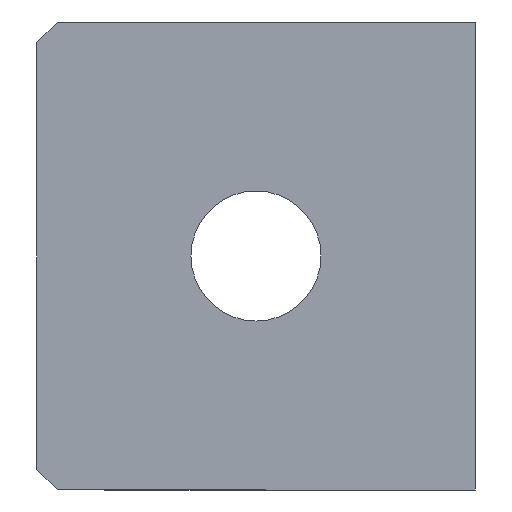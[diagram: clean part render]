
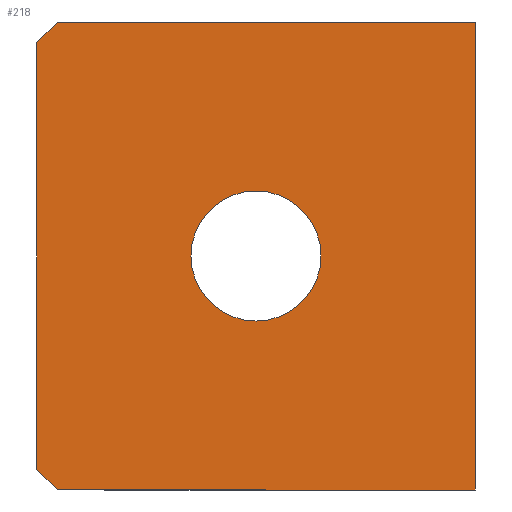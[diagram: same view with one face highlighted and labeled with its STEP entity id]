
A CAD part, front view. The second image highlights one B-rep face of the part: STEP entity #218.
In plain terms, the highlighted planar face has unit normal (0, -1, 0).
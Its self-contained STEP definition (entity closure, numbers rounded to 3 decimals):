
#13 = EDGE_CURVE ( 'NONE', #429, #813, #825, .T. ) ;
#61 = ORIENTED_EDGE ( 'NONE', *, *, #500, .T. ) ;
#66 = CARTESIAN_POINT ( 'NONE',  ( -19.1, 0., 22.5 ) ) ;
#72 = VECTOR ( 'NONE', #454, 1000. ) ;
#99 = DIRECTION ( 'NONE',  ( -1., 0., 0. ) ) ;
#107 = DIRECTION ( 'NONE',  ( -0.707, 0., -0.707 ) ) ;
#124 = ORIENTED_EDGE ( 'NONE', *, *, #662, .T. ) ;
#129 = CARTESIAN_POINT ( 'NONE',  ( 21.1, 0., -22.5 ) ) ;
#130 = VECTOR ( 'NONE', #107, 1000. ) ;
#133 = VERTEX_POINT ( 'NONE', #129 ) ;
#136 = PLANE ( 'NONE',  #915 ) ;
#139 = EDGE_CURVE ( 'NONE', #429, #322, #351, .T. ) ;
#148 = CIRCLE ( 'NONE', #809, 6.25 ) ;
#166 = LINE ( 'NONE', #735, #72 ) ;
#168 = VERTEX_POINT ( 'NONE', #436 ) ;
#176 = DIRECTION ( 'NONE',  ( 0.707, 0., -0.707 ) ) ;
#201 = DIRECTION ( 'NONE',  ( -1., 0., 0. ) ) ;
#208 = CARTESIAN_POINT ( 'NONE',  ( -19.1, 0., -22.5 ) ) ;
#213 = DIRECTION ( 'NONE',  ( -1., 0., 0. ) ) ;
#218 = ADVANCED_FACE ( 'NONE', ( #857, #360 ), #136, .F. ) ;
#225 = CARTESIAN_POINT ( 'NONE',  ( -21.1, 0., 20.5 ) ) ;
#294 = LINE ( 'NONE', #380, #682 ) ;
#300 = VECTOR ( 'NONE', #201, 1000. ) ;
#305 = ORIENTED_EDGE ( 'NONE', *, *, #13, .T. ) ;
#310 = DIRECTION ( 'NONE',  ( 1., 0., 0. ) ) ;
#315 = CARTESIAN_POINT ( 'NONE',  ( -21.1, 0., -20.5 ) ) ;
#319 = CARTESIAN_POINT ( 'NONE',  ( -19.1, 0., 22.5 ) ) ;
#320 = EDGE_CURVE ( 'NONE', #902, #168, #294, .T. ) ;
#322 = VERTEX_POINT ( 'NONE', #225 ) ;
#343 = CARTESIAN_POINT ( 'NONE',  ( 0., 0., 0. ) ) ;
#351 = LINE ( 'NONE', #923, #884 ) ;
#357 = EDGE_CURVE ( 'NONE', #168, #133, #166, .T. ) ;
#360 = FACE_OUTER_BOUND ( 'NONE', #518, .T. ) ;
#364 = LINE ( 'NONE', #692, #300 ) ;
#367 = VERTEX_POINT ( 'NONE', #592 ) ;
#380 = CARTESIAN_POINT ( 'NONE',  ( 21.1, 0., 22.5 ) ) ;
#416 = ORIENTED_EDGE ( 'NONE', *, *, #320, .F. ) ;
#427 = CARTESIAN_POINT ( 'NONE',  ( 0., 0., 0. ) ) ;
#429 = VERTEX_POINT ( 'NONE', #315 ) ;
#436 = CARTESIAN_POINT ( 'NONE',  ( 21.1, 0., 22.5 ) ) ;
#443 = EDGE_LOOP ( 'NONE', ( #124, #762 ) ) ;
#454 = DIRECTION ( 'NONE',  ( 0., 0., -1. ) ) ;
#471 = DIRECTION ( 'NONE',  ( 0., 1., 0. ) ) ;
#474 = DIRECTION ( 'NONE',  ( 0., 1., 0. ) ) ;
#484 = EDGE_CURVE ( 'NONE', #917, #367, #148, .T. ) ;
#500 = EDGE_CURVE ( 'NONE', #902, #322, #757, .T. ) ;
#518 = EDGE_LOOP ( 'NONE', ( #533, #305, #685, #781, #416, #61 ) ) ;
#533 = ORIENTED_EDGE ( 'NONE', *, *, #139, .F. ) ;
#592 = CARTESIAN_POINT ( 'NONE',  ( -6.25, 0., 0. ) ) ;
#628 = DIRECTION ( 'NONE',  ( 0., 1., 0. ) ) ;
#662 = EDGE_CURVE ( 'NONE', #367, #917, #794, .T. ) ;
#682 = VECTOR ( 'NONE', #310, 1000. ) ;
#685 = ORIENTED_EDGE ( 'NONE', *, *, #718, .F. ) ;
#692 = CARTESIAN_POINT ( 'NONE',  ( 21.1, 0., -22.5 ) ) ;
#706 = DIRECTION ( 'NONE',  ( 0., 0., 1. ) ) ;
#718 = EDGE_CURVE ( 'NONE', #133, #813, #364, .T. ) ;
#735 = CARTESIAN_POINT ( 'NONE',  ( 21.1, 0., 22.5 ) ) ;
#752 = CARTESIAN_POINT ( 'NONE',  ( 0., 0., 0. ) ) ;
#757 = LINE ( 'NONE', #319, #130 ) ;
#762 = ORIENTED_EDGE ( 'NONE', *, *, #484, .T. ) ;
#781 = ORIENTED_EDGE ( 'NONE', *, *, #357, .F. ) ;
#794 = CIRCLE ( 'NONE', #898, 6.25 ) ;
#802 = CARTESIAN_POINT ( 'NONE',  ( 6.25, 0., 0. ) ) ;
#809 = AXIS2_PLACEMENT_3D ( 'NONE', #752, #474, #99 ) ;
#813 = VERTEX_POINT ( 'NONE', #208 ) ;
#820 = CARTESIAN_POINT ( 'NONE',  ( -21.1, 0., -20.5 ) ) ;
#825 = LINE ( 'NONE', #820, #873 ) ;
#857 = FACE_BOUND ( 'NONE', #443, .T. ) ;
#873 = VECTOR ( 'NONE', #176, 1000. ) ;
#884 = VECTOR ( 'NONE', #927, 1000. ) ;
#898 = AXIS2_PLACEMENT_3D ( 'NONE', #343, #628, #213 ) ;
#902 = VERTEX_POINT ( 'NONE', #66 ) ;
#915 = AXIS2_PLACEMENT_3D ( 'NONE', #427, #471, #706 ) ;
#917 = VERTEX_POINT ( 'NONE', #802 ) ;
#923 = CARTESIAN_POINT ( 'NONE',  ( -21.1, 0., 22.5 ) ) ;
#927 = DIRECTION ( 'NONE',  ( 0., 0., 1. ) ) ;
